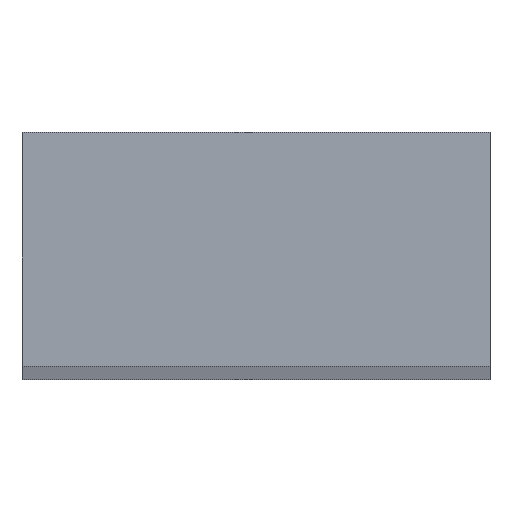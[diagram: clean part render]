
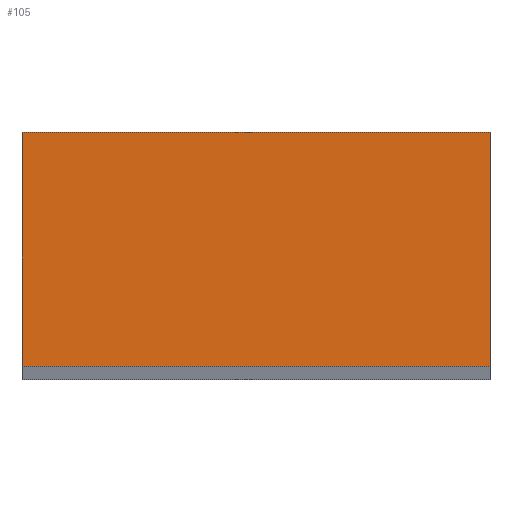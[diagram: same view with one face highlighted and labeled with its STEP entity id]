
A CAD part, top view. The second image highlights one B-rep face of the part: STEP entity #105.
In plain terms, the highlighted planar face has unit normal (0, 0, 1).
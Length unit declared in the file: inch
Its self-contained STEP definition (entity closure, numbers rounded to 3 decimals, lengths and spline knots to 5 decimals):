
#19=FACE_OUTER_BOUND('',#25,.T.);
#25=EDGE_LOOP('',(#87,#88,#89,#90));
#30=LINE('',#156,#42);
#31=LINE('',#159,#43);
#37=LINE('',#170,#49);
#38=LINE('',#172,#50);
#42=VECTOR('',#128,0.25);
#43=VECTOR('',#131,0.125);
#49=VECTOR('',#141,0.125);
#50=VECTOR('',#144,0.25);
#51=VERTEX_POINT('',#149);
#54=VERTEX_POINT('',#154);
#55=VERTEX_POINT('',#158);
#58=VERTEX_POINT('',#168);
#62=EDGE_CURVE('',#54,#51,#30,.T.);
#63=EDGE_CURVE('',#55,#51,#31,.T.);
#69=EDGE_CURVE('',#58,#54,#37,.T.);
#70=EDGE_CURVE('',#58,#55,#38,.T.);
#87=ORIENTED_EDGE('',*,*,#62,.F.);
#88=ORIENTED_EDGE('',*,*,#69,.F.);
#89=ORIENTED_EDGE('',*,*,#70,.T.);
#90=ORIENTED_EDGE('',*,*,#63,.T.);
#99=PLANE('',#119);
#105=ADVANCED_FACE('',(#19),#99,.T.);
#119=AXIS2_PLACEMENT_3D('',#171,#142,#143);
#128=DIRECTION('',(-1.,0.,0.));
#131=DIRECTION('',(0.,-1.,0.));
#141=DIRECTION('',(0.,-1.,0.));
#142=DIRECTION('center_axis',(0.,0.,1.));
#143=DIRECTION('ref_axis',(1.,0.,0.));
#144=DIRECTION('',(-1.,0.,0.));
#149=CARTESIAN_POINT('',(-0.125,0.,2.));
#154=CARTESIAN_POINT('',(0.125,0.,2.));
#156=CARTESIAN_POINT('',(0.125,0.,2.));
#158=CARTESIAN_POINT('',(-0.125,0.125,2.));
#159=CARTESIAN_POINT('',(-0.125,0.125,2.));
#168=CARTESIAN_POINT('',(0.125,0.125,2.));
#170=CARTESIAN_POINT('',(0.125,0.125,2.));
#171=CARTESIAN_POINT('Origin',(-0.125,0.,2.));
#172=CARTESIAN_POINT('',(0.125,0.125,2.));
